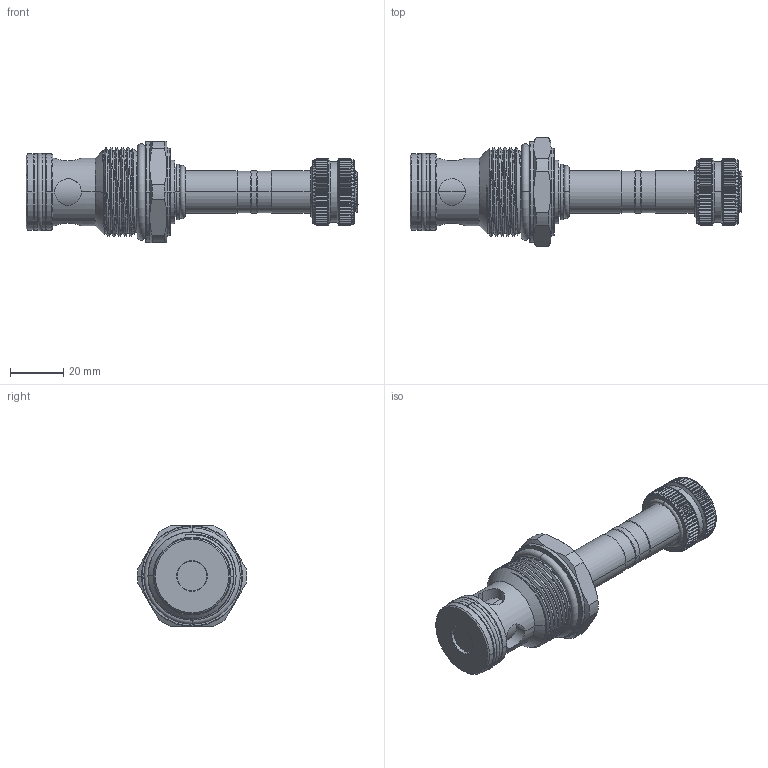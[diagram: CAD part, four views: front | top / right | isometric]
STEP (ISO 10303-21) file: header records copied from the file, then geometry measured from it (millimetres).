
FILE_DESCRIPTION (( 'STEP AP203' ), '1' );
FILE_NAME ('EP16W2C031N05.STEP', '2024-08-15T02:27:13', ( '' ), ( '' ), 'SwSTEP 2.0', 'SolidWorks 2018', '' );
FILE_SCHEMA (( 'CONFIG_CONTROL_DESIGN' ));
Length unit declared in the file: millimetre
Products named in the file (1): EP16W2C031N05
Bounding box: 124.85 x 41.1 x 38 mm (x, y, z)
Volume: 60254.9 mm3; surface area: 17509.1 mm2
Topology: 4 solids, 4 shells, 1043 faces, 2731 edges, 1721 vertices
Faces by surface type: plane 421, cylinder 419, cone 156, torus 28, bspline 17, sphere 2
Entity records: 39297 total; most frequent: CARTESIAN_POINT 14612, ORIENTED_EDGE 5452, DIRECTION 4846, EDGE_CURVE 2726, AXIS2_PLACEMENT_3D 1887, VERTEX_POINT 1718, EDGE_LOOP 1074, LINE 1072
